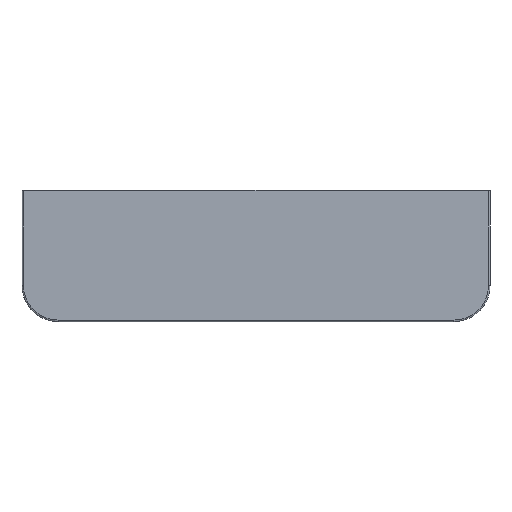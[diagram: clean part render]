
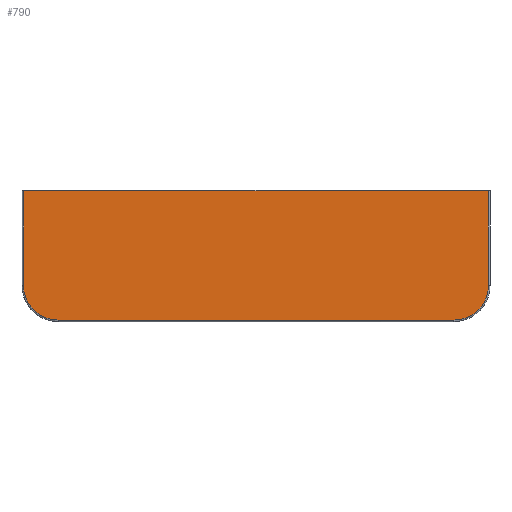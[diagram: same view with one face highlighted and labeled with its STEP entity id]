
A CAD part, top view. The second image highlights one B-rep face of the part: STEP entity #790.
In plain terms, the highlighted face is planar.
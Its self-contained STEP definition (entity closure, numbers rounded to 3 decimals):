
#790=ADVANCED_FACE('',(#1303),#8849,.T.);
#1303=FACE_OUTER_BOUND('',#1816,.T.);
#1816=EDGE_LOOP('',(#4696,#4697,#4698,#4699,#4700,#4701));
#4696=ORIENTED_EDGE('',*,*,#6202,.T.);
#4697=ORIENTED_EDGE('',*,*,#6203,.T.);
#4698=ORIENTED_EDGE('',*,*,#6204,.T.);
#4699=ORIENTED_EDGE('',*,*,#6228,.T.);
#4700=ORIENTED_EDGE('',*,*,#6205,.T.);
#4701=ORIENTED_EDGE('',*,*,#6219,.T.);
#6202=EDGE_CURVE('',#8668,#8669,#7699,.T.);
#6203=EDGE_CURVE('',#8669,#8670,#7700,.T.);
#6204=EDGE_CURVE('',#8670,#8671,#7701,.T.);
#6205=EDGE_CURVE('',#8672,#8673,#7702,.T.);
#6219=EDGE_CURVE('',#8673,#8668,#6913,.T.);
#6228=EDGE_CURVE('',#8671,#8672,#6920,.T.);
#6913=(
BOUNDED_CURVE()
B_SPLINE_CURVE(2,(#16743,#16744,#16745),.UNSPECIFIED.,.F.,.F.)
B_SPLINE_CURVE_WITH_KNOTS((3,3),(-208.916,0.),.UNSPECIFIED.)
CURVE()
GEOMETRIC_REPRESENTATION_ITEM()
RATIONAL_B_SPLINE_CURVE((1.,0.707,1.))
REPRESENTATION_ITEM('')
);
#6920=(
BOUNDED_CURVE()
B_SPLINE_CURVE(2,(#16768,#16769,#16770),.UNSPECIFIED.,.F.,.F.)
B_SPLINE_CURVE_WITH_KNOTS((3,3),(-208.916,0.),.UNSPECIFIED.)
CURVE()
GEOMETRIC_REPRESENTATION_ITEM()
RATIONAL_B_SPLINE_CURVE((1.,0.707,1.))
REPRESENTATION_ITEM('')
);
#7699=B_SPLINE_CURVE_WITH_KNOTS('',1,(#16701,#16702),.UNSPECIFIED.,.F.,
 .F.,(2,2),(0.,366.),.UNSPECIFIED.);
#7700=B_SPLINE_CURVE_WITH_KNOTS('',1,(#16703,#16704),.UNSPECIFIED.,.F.,
 .F.,(2,2),(0.,1793.),.UNSPECIFIED.);
#7701=B_SPLINE_CURVE_WITH_KNOTS('',1,(#16705,#16706),.UNSPECIFIED.,.F.,
 .F.,(2,2),(0.,366.),.UNSPECIFIED.);
#7702=B_SPLINE_CURVE_WITH_KNOTS('',1,(#16707,#16708),.UNSPECIFIED.,.F.,
 .F.,(2,2),(0.,1527.),.UNSPECIFIED.);
#8668=VERTEX_POINT('',#16679);
#8669=VERTEX_POINT('',#16680);
#8670=VERTEX_POINT('',#16681);
#8671=VERTEX_POINT('',#16682);
#8672=VERTEX_POINT('',#16683);
#8673=VERTEX_POINT('',#16684);
#8849=PLANE('',#9995);
#9995=AXIS2_PLACEMENT_3D('',#16015,#10562,$);
#10562=DIRECTION('',(0.,1.,0.));
#16015=CARTESIAN_POINT('',(-1075.8,12.,-301.9));
#16679=CARTESIAN_POINT('',(896.5,12.,114.));
#16680=CARTESIAN_POINT('',(896.5,12.,-252.));
#16681=CARTESIAN_POINT('',(-896.5,12.,-252.));
#16682=CARTESIAN_POINT('',(-896.5,12.,114.));
#16683=CARTESIAN_POINT('',(-763.5,12.,247.));
#16684=CARTESIAN_POINT('',(763.5,12.,247.));
#16701=CARTESIAN_POINT('',(896.5,12.,114.));
#16702=CARTESIAN_POINT('',(896.5,12.,-252.));
#16703=CARTESIAN_POINT('',(896.5,12.,-252.));
#16704=CARTESIAN_POINT('',(-896.5,12.,-252.));
#16705=CARTESIAN_POINT('',(-896.5,12.,-252.));
#16706=CARTESIAN_POINT('',(-896.5,12.,114.));
#16707=CARTESIAN_POINT('',(-763.5,12.,247.));
#16708=CARTESIAN_POINT('',(763.5,12.,247.));
#16743=CARTESIAN_POINT('',(763.5,12.,247.));
#16744=CARTESIAN_POINT('',(896.5,12.,247.));
#16745=CARTESIAN_POINT('',(896.5,12.,114.));
#16768=CARTESIAN_POINT('',(-896.5,12.,114.));
#16769=CARTESIAN_POINT('',(-896.5,12.,247.));
#16770=CARTESIAN_POINT('',(-763.5,12.,247.));
